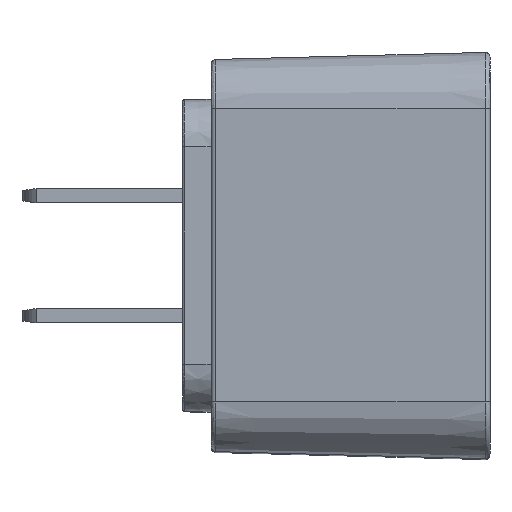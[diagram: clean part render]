
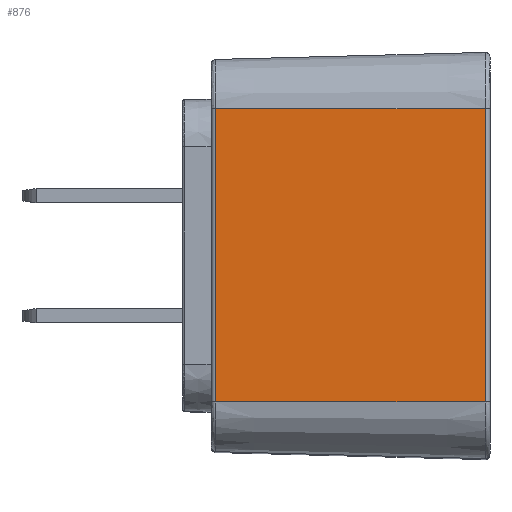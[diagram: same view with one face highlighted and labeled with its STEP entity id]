
A CAD part, top view. The second image highlights one B-rep face of the part: STEP entity #876.
In plain terms, the highlighted face is planar.
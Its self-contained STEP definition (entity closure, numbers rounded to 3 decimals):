
#474 = CARTESIAN_POINT ( 'NONE',  ( -34.25, 15.5, 29.5 ) ) ;
#876 = ADVANCED_FACE ( 'NONE', ( #8628 ), #6810, .T. ) ;
#933 = CARTESIAN_POINT ( 'NONE',  ( -34.25, 17.568, 29.5 ) ) ;
#3115 = VERTEX_POINT ( 'NONE', #3616 ) ;
#3616 = CARTESIAN_POINT ( 'NONE',  ( -34.237, -15.5, 28.987 ) ) ;
#4036 = DIRECTION ( 'NONE',  ( -0.026, 0., 1. ) ) ;
#5153 = CARTESIAN_POINT ( 'NONE',  ( -33.49, 15.5, 0.487 ) ) ;
#5283 = ORIENTED_EDGE ( 'NONE', *, *, #29122, .T. ) ;
#5348 = EDGE_CURVE ( 'NONE', #36240, #7255, #23861, .T. ) ;
#6147 = ORIENTED_EDGE ( 'NONE', *, *, #23192, .T. ) ;
#6810 = PLANE ( 'NONE',  #21554 ) ;
#7255 = VERTEX_POINT ( 'NONE', #5153 ) ;
#8628 = FACE_OUTER_BOUND ( 'NONE', #35283, .T. ) ;
#9058 = EDGE_CURVE ( 'NONE', #36240, #3115, #15778, .T. ) ;
#10582 = CARTESIAN_POINT ( 'NONE',  ( -33.49, -15.5, 0.487 ) ) ;
#11415 = CARTESIAN_POINT ( 'NONE',  ( -33.49, -15.694, 0.487 ) ) ;
#12017 = VECTOR ( 'NONE', #4036, 1000. ) ;
#12536 = DIRECTION ( 'NONE',  ( 0., 1., 0. ) ) ;
#14220 = LINE ( 'NONE', #27763, #26826 ) ;
#15778 = LINE ( 'NONE', #28354, #12017 ) ;
#17020 = VERTEX_POINT ( 'NONE', #28046 ) ;
#21452 = DIRECTION ( 'NONE',  ( 0.026, 0., -1. ) ) ;
#21554 = AXIS2_PLACEMENT_3D ( 'NONE', #933, #25007, #21901 ) ;
#21901 = DIRECTION ( 'NONE',  ( -0.026, 0., 1. ) ) ;
#22295 = ORIENTED_EDGE ( 'NONE', *, *, #9058, .T. ) ;
#23192 = EDGE_CURVE ( 'NONE', #17020, #7255, #26163, .T. ) ;
#23675 = DIRECTION ( 'NONE',  ( 0., 1., 0. ) ) ;
#23861 = LINE ( 'NONE', #11415, #37872 ) ;
#25007 = DIRECTION ( 'NONE',  ( -1., 0., -0.026 ) ) ;
#25934 = ORIENTED_EDGE ( 'NONE', *, *, #5348, .F. ) ;
#26163 = LINE ( 'NONE', #474, #32250 ) ;
#26826 = VECTOR ( 'NONE', #12536, 1000. ) ;
#27763 = CARTESIAN_POINT ( 'NONE',  ( -34.237, 17.568, 28.987 ) ) ;
#28046 = CARTESIAN_POINT ( 'NONE',  ( -34.237, 15.5, 28.987 ) ) ;
#28354 = CARTESIAN_POINT ( 'NONE',  ( -34.25, -15.5, 29.5 ) ) ;
#29122 = EDGE_CURVE ( 'NONE', #3115, #17020, #14220, .T. ) ;
#32250 = VECTOR ( 'NONE', #21452, 1000. ) ;
#35283 = EDGE_LOOP ( 'NONE', ( #22295, #5283, #6147, #25934 ) ) ;
#36240 = VERTEX_POINT ( 'NONE', #10582 ) ;
#37872 = VECTOR ( 'NONE', #23675, 1000. ) ;
